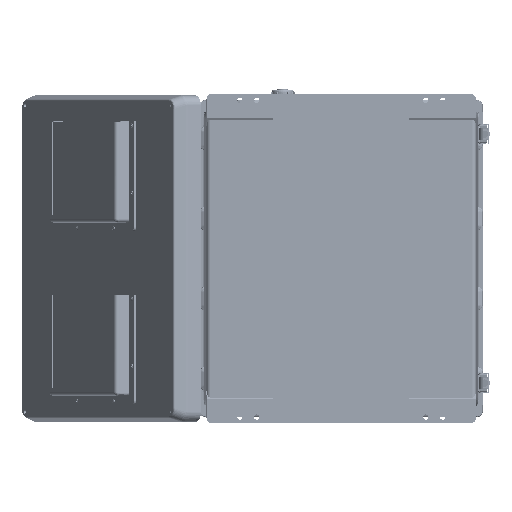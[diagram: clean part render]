
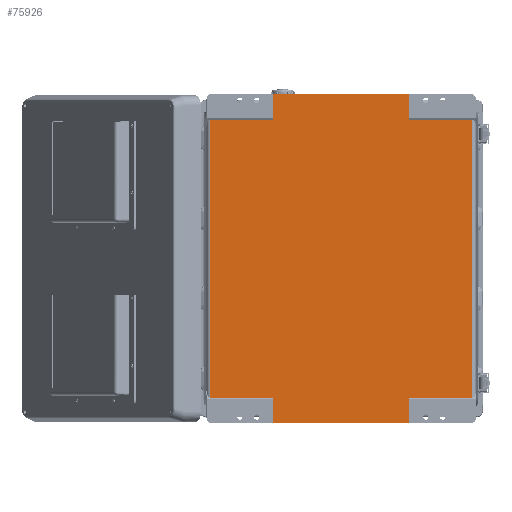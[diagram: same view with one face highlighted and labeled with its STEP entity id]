
A CAD part, front view. The second image highlights one B-rep face of the part: STEP entity #75926.
In plain terms, the highlighted planar face has unit normal (0, -1, 0).
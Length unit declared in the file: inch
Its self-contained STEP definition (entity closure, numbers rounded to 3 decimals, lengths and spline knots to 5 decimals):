
#1048 = VERTEX_POINT ( 'NONE', #29797 ) ;
#1710 = DIRECTION ( 'NONE',  ( -1., 0., 0. ) ) ;
#1882 = LINE ( 'NONE', #68133, #67932 ) ;
#4543 = DIRECTION ( 'NONE',  ( 0., 1., 0. ) ) ;
#8812 = ORIENTED_EDGE ( 'NONE', *, *, #50335, .F. ) ;
#9792 = DIRECTION ( 'NONE',  ( 0., 0., 1. ) ) ;
#10834 = CARTESIAN_POINT ( 'NONE',  ( -7.73754, 0.05906, -1.51961 ) ) ;
#11671 = ORIENTED_EDGE ( 'NONE', *, *, #66059, .T. ) ;
#12580 = EDGE_CURVE ( 'NONE', #43257, #147961, #86965, .T. ) ;
#12755 = CARTESIAN_POINT ( 'NONE',  ( 8.11811, 0.05906, 0. ) ) ;
#13185 = VECTOR ( 'NONE', #21038, 39.37008 ) ;
#13433 = CARTESIAN_POINT ( 'NONE',  ( 8.11811, 0.05906, -19.48819 ) ) ;
#16766 = ORIENTED_EDGE ( 'NONE', *, *, #84615, .F. ) ;
#16921 = DIRECTION ( 'NONE',  ( -1., 0., 0. ) ) ;
#17816 = LINE ( 'NONE', #94066, #71215 ) ;
#17880 = ORIENTED_EDGE ( 'NONE', *, *, #80231, .T. ) ;
#19930 = CARTESIAN_POINT ( 'NONE',  ( -4.03163, 0.05906, 0. ) ) ;
#20168 = EDGE_CURVE ( 'NONE', #134959, #26865, #75631, .T. ) ;
#21038 = DIRECTION ( 'NONE',  ( 0., 0., 1. ) ) ;
#22102 = FACE_OUTER_BOUND ( 'NONE', #32677, .T. ) ;
#26865 = VERTEX_POINT ( 'NONE', #19930 ) ;
#29797 = CARTESIAN_POINT ( 'NONE',  ( 4.03163, 0.05906, -19.48819 ) ) ;
#32677 = EDGE_LOOP ( 'NONE', ( #8812, #68300, #17880, #145717, #16766, #38539, #112488, #11671, #121090, #95289, #109479, #151314 ) ) ;
#34997 = VERTEX_POINT ( 'NONE', #51950 ) ;
#35891 = DIRECTION ( 'NONE',  ( -1., 0., 0. ) ) ;
#36292 = LINE ( 'NONE', #89083, #91349 ) ;
#36757 = EDGE_CURVE ( 'NONE', #1048, #77534, #85494, .T. ) ;
#38539 = ORIENTED_EDGE ( 'NONE', *, *, #127264, .F. ) ;
#39079 = CARTESIAN_POINT ( 'NONE',  ( 8.11811, 0.05906, -17.96858 ) ) ;
#39190 = CARTESIAN_POINT ( 'NONE',  ( 4.03163, 0.05906, 0. ) ) ;
#43257 = VERTEX_POINT ( 'NONE', #116700 ) ;
#43529 = CARTESIAN_POINT ( 'NONE',  ( 4.03163, 0.05906, 0.85787 ) ) ;
#45580 = CARTESIAN_POINT ( 'NONE',  ( -7.73754, 0.05906, -17.96858 ) ) ;
#47585 = AXIS2_PLACEMENT_3D ( 'NONE', #132838, #4543, #74813 ) ;
#47858 = DIRECTION ( 'NONE',  ( 0., 0., 1. ) ) ;
#50335 = EDGE_CURVE ( 'NONE', #134174, #34997, #103048, .T. ) ;
#51950 = CARTESIAN_POINT ( 'NONE',  ( -7.73754, 0.05906, -1.51961 ) ) ;
#56974 = CARTESIAN_POINT ( 'NONE',  ( -4.03163, 0.05906, 0.85787 ) ) ;
#59725 = VECTOR ( 'NONE', #1710, 39.37008 ) ;
#62175 = VECTOR ( 'NONE', #35891, 39.37008 ) ;
#62193 = EDGE_CURVE ( 'NONE', #134174, #101830, #17816, .T. ) ;
#62376 = VERTEX_POINT ( 'NONE', #73518 ) ;
#63000 = PLANE ( 'NONE',  #47585 ) ;
#65125 = LINE ( 'NONE', #91927, #68847 ) ;
#66059 = EDGE_CURVE ( 'NONE', #95336, #43257, #92217, .T. ) ;
#66625 = DIRECTION ( 'NONE',  ( 0., 0., 1. ) ) ;
#67390 = LINE ( 'NONE', #127977, #126156 ) ;
#67419 = VERTEX_POINT ( 'NONE', #109897 ) ;
#67932 = VECTOR ( 'NONE', #91733, 39.37008 ) ;
#68133 = CARTESIAN_POINT ( 'NONE',  ( 4.03163, 0.05906, -20.34606 ) ) ;
#68300 = ORIENTED_EDGE ( 'NONE', *, *, #62193, .T. ) ;
#68847 = VECTOR ( 'NONE', #139218, 39.37008 ) ;
#70430 = DIRECTION ( 'NONE',  ( -1., 0., 0. ) ) ;
#71215 = VECTOR ( 'NONE', #82800, 39.37008 ) ;
#73518 = CARTESIAN_POINT ( 'NONE',  ( 7.73754, 0.05906, -17.96858 ) ) ;
#74813 = DIRECTION ( 'NONE',  ( 0., 0., 1. ) ) ;
#75631 = LINE ( 'NONE', #56974, #13185 ) ;
#75926 = ADVANCED_FACE ( 'NONE', ( #22102 ), #63000, .F. ) ;
#77534 = VERTEX_POINT ( 'NONE', #87587 ) ;
#78199 = EDGE_CURVE ( 'NONE', #147961, #26865, #113505, .T. ) ;
#79197 = VECTOR ( 'NONE', #9792, 39.37008 ) ;
#80231 = EDGE_CURVE ( 'NONE', #101830, #77534, #65125, .T. ) ;
#82589 = CARTESIAN_POINT ( 'NONE',  ( -4.03163, 0.05906, -17.96858 ) ) ;
#82800 = DIRECTION ( 'NONE',  ( 1., 0., 0. ) ) ;
#84615 = EDGE_CURVE ( 'NONE', #67419, #1048, #1882, .T. ) ;
#84683 = LINE ( 'NONE', #39079, #119564 ) ;
#85494 = LINE ( 'NONE', #13433, #59725 ) ;
#86965 = LINE ( 'NONE', #43529, #136783 ) ;
#87587 = CARTESIAN_POINT ( 'NONE',  ( -4.03163, 0.05906, -19.48819 ) ) ;
#89083 = CARTESIAN_POINT ( 'NONE',  ( -8.11811, 0.05906, -1.51961 ) ) ;
#91349 = VECTOR ( 'NONE', #102340, 39.37008 ) ;
#91733 = DIRECTION ( 'NONE',  ( 0., 0., -1. ) ) ;
#91927 = CARTESIAN_POINT ( 'NONE',  ( -4.03163, 0.05906, -20.34606 ) ) ;
#92217 = LINE ( 'NONE', #129933, #134543 ) ;
#94066 = CARTESIAN_POINT ( 'NONE',  ( -8.11811, 0.05906, -17.96858 ) ) ;
#95289 = ORIENTED_EDGE ( 'NONE', *, *, #78199, .T. ) ;
#95336 = VERTEX_POINT ( 'NONE', #138862 ) ;
#101830 = VERTEX_POINT ( 'NONE', #82589 ) ;
#102340 = DIRECTION ( 'NONE',  ( 1., 0., 0. ) ) ;
#103048 = LINE ( 'NONE', #10834, #79197 ) ;
#109479 = ORIENTED_EDGE ( 'NONE', *, *, #20168, .F. ) ;
#109897 = CARTESIAN_POINT ( 'NONE',  ( 4.03163, 0.05906, -17.96858 ) ) ;
#112488 = ORIENTED_EDGE ( 'NONE', *, *, #131771, .T. ) ;
#113505 = LINE ( 'NONE', #12755, #62175 ) ;
#116700 = CARTESIAN_POINT ( 'NONE',  ( 4.03163, 0.05906, -1.51961 ) ) ;
#117971 = EDGE_CURVE ( 'NONE', #34997, #134959, #36292, .T. ) ;
#119564 = VECTOR ( 'NONE', #16921, 39.37008 ) ;
#121090 = ORIENTED_EDGE ( 'NONE', *, *, #12580, .T. ) ;
#121776 = CARTESIAN_POINT ( 'NONE',  ( -4.03163, 0.05906, -1.51961 ) ) ;
#126156 = VECTOR ( 'NONE', #47858, 39.37008 ) ;
#127264 = EDGE_CURVE ( 'NONE', #62376, #67419, #84683, .T. ) ;
#127977 = CARTESIAN_POINT ( 'NONE',  ( 7.73754, 0.05906, -1.51961 ) ) ;
#129933 = CARTESIAN_POINT ( 'NONE',  ( 8.11811, 0.05906, -1.51961 ) ) ;
#131771 = EDGE_CURVE ( 'NONE', #62376, #95336, #67390, .T. ) ;
#132838 = CARTESIAN_POINT ( 'NONE',  ( 8.11811, 0.05906, -1.51961 ) ) ;
#134174 = VERTEX_POINT ( 'NONE', #45580 ) ;
#134543 = VECTOR ( 'NONE', #70430, 39.37008 ) ;
#134959 = VERTEX_POINT ( 'NONE', #121776 ) ;
#136783 = VECTOR ( 'NONE', #66625, 39.37008 ) ;
#138862 = CARTESIAN_POINT ( 'NONE',  ( 7.73754, 0.05906, -1.51961 ) ) ;
#139218 = DIRECTION ( 'NONE',  ( 0., 0., -1. ) ) ;
#145717 = ORIENTED_EDGE ( 'NONE', *, *, #36757, .F. ) ;
#147961 = VERTEX_POINT ( 'NONE', #39190 ) ;
#151314 = ORIENTED_EDGE ( 'NONE', *, *, #117971, .F. ) ;
